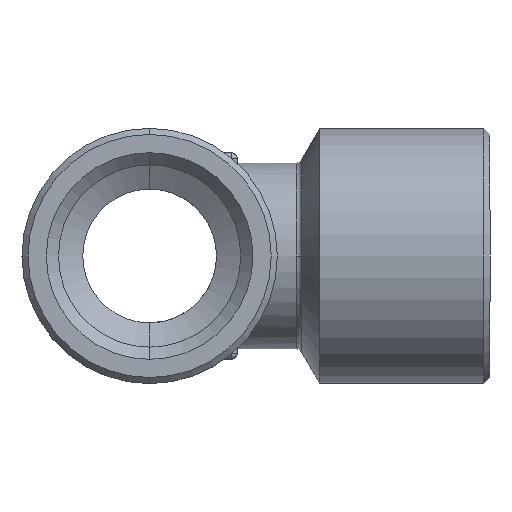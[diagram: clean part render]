
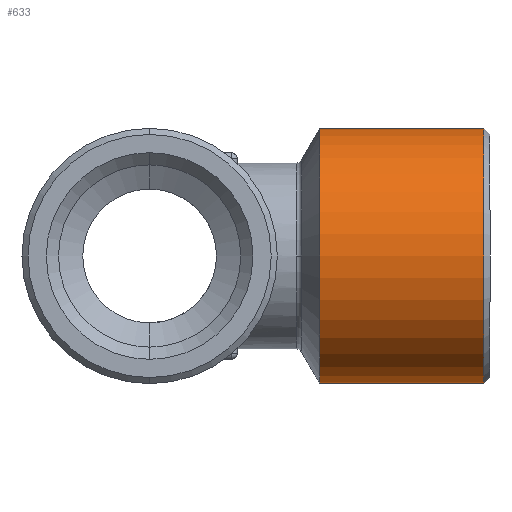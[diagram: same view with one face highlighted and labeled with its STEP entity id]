
A CAD part, left-side view. The second image highlights one B-rep face of the part: STEP entity #633.
In plain terms, the highlighted cylindrical face has radius 10.5 mm (diameter 21 mm), a partial arc.
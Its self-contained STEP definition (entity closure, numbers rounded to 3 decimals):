
#628 = ORIENTED_EDGE ( 'NONE', *, *, #638, .F. ) ;
#632 = EDGE_CURVE ( 'NONE', #1183, #1184, #2235, .T. ) ;
#633 = ADVANCED_FACE ( 'NONE', ( #2230 ), #2229, .T. ) ;
#634 = EDGE_LOOP ( 'NONE', ( #635, #636, #637, #628 ) ) ;
#635 = ORIENTED_EDGE ( 'NONE', *, *, #3909, .F. ) ;
#636 = ORIENTED_EDGE ( 'NONE', *, *, #632, .T. ) ;
#637 = ORIENTED_EDGE ( 'NONE', *, *, #3908, .T. ) ;
#638 = EDGE_CURVE ( 'NONE', #1028, #1041, #2224, .T. ) ;
#1028 = VERTEX_POINT ( 'NONE', #3161 ) ;
#1041 = VERTEX_POINT ( 'NONE', #3204 ) ;
#1183 = VERTEX_POINT ( 'NONE', #3404 ) ;
#1184 = VERTEX_POINT ( 'NONE', #3403 ) ;
#2220 = DIRECTION ( 'NONE',  ( 0., 0., 1. ) ) ;
#2221 = DIRECTION ( 'NONE',  ( 0., 1., 0. ) ) ;
#2222 = CARTESIAN_POINT ( 'NONE',  ( 0., -14., 0. ) ) ;
#2223 = AXIS2_PLACEMENT_3D ( 'NONE', #2222, #2221, #2220 ) ;
#2224 = CIRCLE ( 'NONE', #2223, 10.5 ) ;
#2225 = DIRECTION ( 'NONE',  ( 0., 0., 1. ) ) ;
#2226 = DIRECTION ( 'NONE',  ( 0., 1., 0. ) ) ;
#2227 = AXIS2_PLACEMENT_3D ( 'NONE', #2228, #2226, #2225 ) ;
#2228 = CARTESIAN_POINT ( 'NONE',  ( 0., 9.788, 0. ) ) ;
#2229 = CYLINDRICAL_SURFACE ( 'NONE', #2227, 10.5 ) ;
#2230 = FACE_OUTER_BOUND ( 'NONE', #634, .T. ) ;
#2231 = DIRECTION ( 'NONE',  ( 0., 0., 1. ) ) ;
#2232 = DIRECTION ( 'NONE',  ( 0., 1., 0. ) ) ;
#2233 = CARTESIAN_POINT ( 'NONE',  ( 0., -27.5, 0. ) ) ;
#2234 = AXIS2_PLACEMENT_3D ( 'NONE', #2233, #2232, #2231 ) ;
#2235 = CIRCLE ( 'NONE', #2234, 10.5 ) ;
#3161 = CARTESIAN_POINT ( 'NONE',  ( 0., -14., -10.5 ) ) ;
#3204 = CARTESIAN_POINT ( 'NONE',  ( 0., -14., 10.5 ) ) ;
#3403 = CARTESIAN_POINT ( 'NONE',  ( 0., -27.5, 10.5 ) ) ;
#3404 = CARTESIAN_POINT ( 'NONE',  ( 0., -27.5, -10.5 ) ) ;
#3622 = DIRECTION ( 'NONE',  ( 0., 1., 0. ) ) ;
#3623 = VECTOR ( 'NONE', #3622, 1000. ) ;
#3624 = CARTESIAN_POINT ( 'NONE',  ( 0., 9.788, -10.5 ) ) ;
#3625 = LINE ( 'NONE', #3624, #3623 ) ;
#3626 = DIRECTION ( 'NONE',  ( 0., 1., 0. ) ) ;
#3628 = VECTOR ( 'NONE', #3626, 1000. ) ;
#3629 = CARTESIAN_POINT ( 'NONE',  ( 0., 9.788, 10.5 ) ) ;
#3630 = LINE ( 'NONE', #3629, #3628 ) ;
#3908 = EDGE_CURVE ( 'NONE', #1184, #1041, #3630, .T. ) ;
#3909 = EDGE_CURVE ( 'NONE', #1183, #1028, #3625, .T. ) ;
